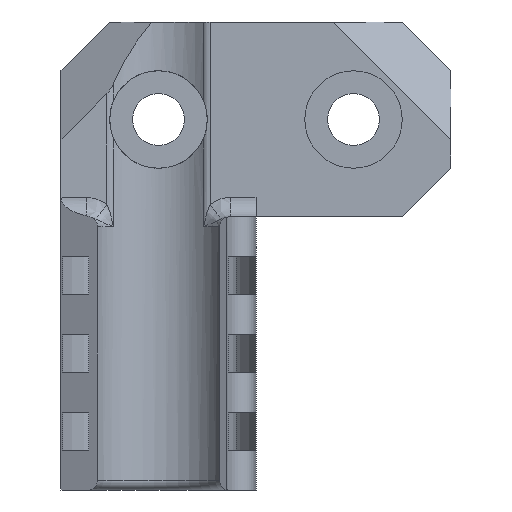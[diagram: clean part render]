
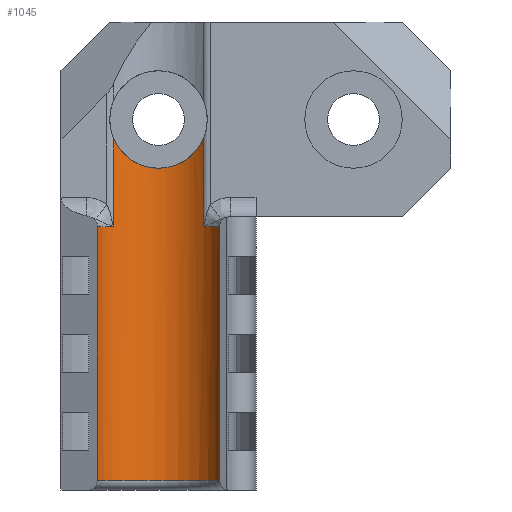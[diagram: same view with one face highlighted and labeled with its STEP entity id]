
A CAD part, front view. The second image highlights one B-rep face of the part: STEP entity #1045.
In plain terms, the highlighted cylindrical face has radius 7 mm (diameter 14 mm), a partial arc.
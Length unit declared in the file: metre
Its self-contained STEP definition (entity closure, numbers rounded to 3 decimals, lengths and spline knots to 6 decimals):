
#54=CIRCLE('',#1115,0.007);
#55=CIRCLE('',#1116,0.007);
#56=CIRCLE('',#1117,0.007);
#112=LINE('',#1549,#197);
#113=LINE('',#1554,#198);
#114=LINE('',#1558,#199);
#115=LINE('',#1570,#200);
#197=VECTOR('',#1233,1.);
#198=VECTOR('',#1236,1.);
#199=VECTOR('',#1239,1.);
#200=VECTOR('',#1240,1.);
#285=ORIENTED_EDGE('',*,*,#605,.T.);
#286=ORIENTED_EDGE('',*,*,#606,.T.);
#287=ORIENTED_EDGE('',*,*,#607,.T.);
#288=ORIENTED_EDGE('',*,*,#608,.T.);
#289=ORIENTED_EDGE('',*,*,#609,.T.);
#290=ORIENTED_EDGE('',*,*,#610,.F.);
#291=ORIENTED_EDGE('',*,*,#611,.T.);
#292=ORIENTED_EDGE('',*,*,#612,.T.);
#605=EDGE_CURVE('',#765,#766,#112,.F.);
#606=EDGE_CURVE('',#766,#767,#54,.F.);
#607=EDGE_CURVE('',#767,#768,#113,.T.);
#608=EDGE_CURVE('',#768,#769,#55,.T.);
#609=EDGE_CURVE('',#769,#770,#114,.T.);
#610=EDGE_CURVE('',#771,#770,#868,.T.);
#611=EDGE_CURVE('',#771,#772,#115,.F.);
#612=EDGE_CURVE('',#772,#765,#56,.T.);
#765=VERTEX_POINT('',#1550);
#766=VERTEX_POINT('',#1551);
#767=VERTEX_POINT('',#1553);
#768=VERTEX_POINT('',#1555);
#769=VERTEX_POINT('',#1557);
#770=VERTEX_POINT('',#1559);
#771=VERTEX_POINT('',#1569);
#772=VERTEX_POINT('',#1571);
#868=B_SPLINE_CURVE_WITH_KNOTS('',3,(#1560,#1561,#1562,#1563,#1564,#1565,
#1566,#1567,#1568),.UNSPECIFIED.,.F.,.F.,(4,1,1,1,1,1,4),(0.000957,
0.004041,0.005583,0.007125,0.008667,
0.010209,0.013292),.UNSPECIFIED.);
#883=EDGE_LOOP('',(#285,#286,#287,#288,#289,#290,#291,#292));
#952=FACE_BOUND('',#883,.T.);
#1021=CYLINDRICAL_SURFACE('',#1114,0.007);
#1045=ADVANCED_FACE('',(#952),#1021,.F.);
#1114=AXIS2_PLACEMENT_3D('',#1548,#1231,#1232);
#1115=AXIS2_PLACEMENT_3D('',#1552,#1234,#1235);
#1116=AXIS2_PLACEMENT_3D('',#1556,#1237,#1238);
#1117=AXIS2_PLACEMENT_3D('',#1572,#1241,#1242);
#1231=DIRECTION('',(0.,0.,1.));
#1232=DIRECTION('',(1.,0.,0.));
#1233=DIRECTION('',(0.,0.,1.));
#1234=DIRECTION('',(0.,0.,1.));
#1235=DIRECTION('',(1.,0.,0.));
#1236=DIRECTION('',(0.,0.,1.));
#1237=DIRECTION('',(0.,0.,1.));
#1238=DIRECTION('',(1.,0.,0.));
#1239=DIRECTION('',(0.,0.,1.));
#1240=DIRECTION('',(0.,0.,1.));
#1241=DIRECTION('',(0.,0.,1.));
#1242=DIRECTION('',(1.,0.,0.));
#1548=CARTESIAN_POINT('',(-0.02,0.,-0.028));
#1549=CARTESIAN_POINT('',(-0.026261,0.00313,-0.028));
#1550=CARTESIAN_POINT('',(-0.026261,0.00313,-0.001));
#1551=CARTESIAN_POINT('',(-0.026261,0.00313,-0.027));
#1552=CARTESIAN_POINT('',(-0.02,0.,-0.027));
#1553=CARTESIAN_POINT('',(-0.013739,-0.00313,-0.027));
#1554=CARTESIAN_POINT('',(-0.013739,-0.00313,-0.028));
#1555=CARTESIAN_POINT('',(-0.013739,-0.00313,-0.001));
#1556=CARTESIAN_POINT('',(-0.02,0.,-0.001));
#1557=CARTESIAN_POINT('',(-0.01537,0.00525,-0.001));
#1558=CARTESIAN_POINT('',(-0.01537,0.00525,-0.028));
#1559=CARTESIAN_POINT('',(-0.01537,0.00525,0.008113));
#1560=CARTESIAN_POINT('',(-0.02463,0.00525,0.008113));
#1561=CARTESIAN_POINT('',(-0.024262,0.005575,0.007209));
#1562=CARTESIAN_POINT('',(-0.023341,0.006266,0.006063));
#1563=CARTESIAN_POINT('',(-0.021562,0.006878,0.005168));
#1564=CARTESIAN_POINT('',(-0.020006,0.00706,0.004917));
#1565=CARTESIAN_POINT('',(-0.018454,0.006882,0.005162));
#1566=CARTESIAN_POINT('',(-0.016657,0.006267,0.006062));
#1567=CARTESIAN_POINT('',(-0.015741,0.005577,0.007202));
#1568=CARTESIAN_POINT('',(-0.01537,0.00525,0.008113));
#1569=CARTESIAN_POINT('',(-0.02463,0.00525,0.008113));
#1570=CARTESIAN_POINT('',(-0.02463,0.00525,-0.028));
#1571=CARTESIAN_POINT('',(-0.02463,0.00525,-0.001));
#1572=CARTESIAN_POINT('',(-0.02,0.,-0.001));
